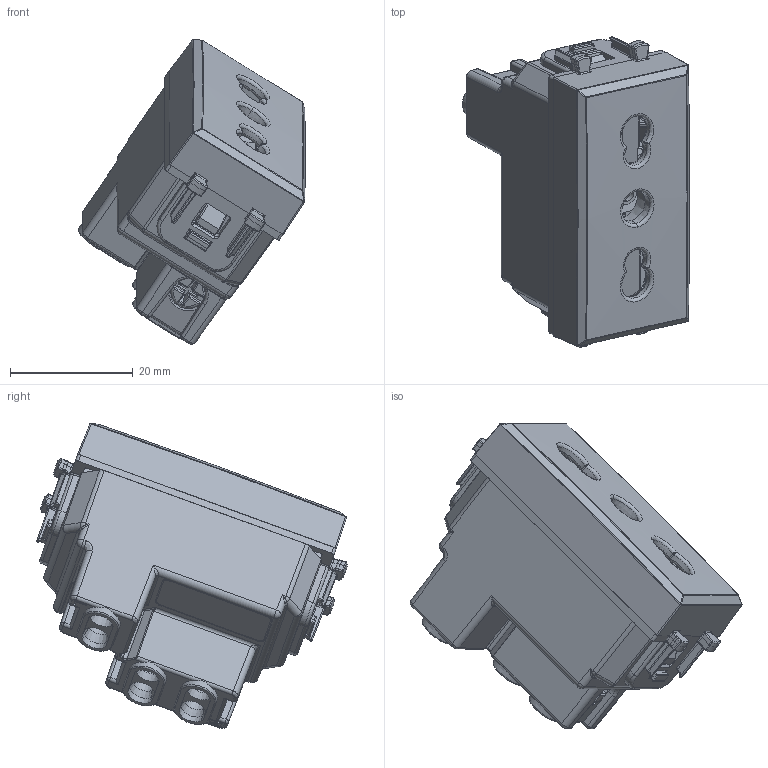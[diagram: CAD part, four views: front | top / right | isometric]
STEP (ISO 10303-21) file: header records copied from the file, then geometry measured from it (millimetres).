
FILE_DESCRIPTION(('CATIA V5 STEP Exchange'),'2;1');
FILE_NAME('442006-15TS.stp','2024-03-07T12:50:54+00:00',('none'),('none'),'CATIA Version 5-6 Release 2016 SP6','CATIA V5 STEP AP203','none');
FILE_SCHEMA(('CONFIG_CONTROL_DESIGN'));
Products named in the file (1): 442006-15TS
Assembly tree (7 placements, depth 2):
  442006-15TS
    #57
    #63802
    #66928  x3
    #68867
    #106609
Bounding box: 37.05 x 50.61 x 49.76 mm (x, y, z)
Volume: 10082 mm3; surface area: 16923.9 mm2
Topology: 7 solids, 7 shells, 2896 faces, 7431 edges, 4295 vertices
Faces by surface type: cylinder 1057, plane 976, bspline 438, sphere 210, cone 134, torus 73, extrusion 8
Entity records: 117240 total; most frequent: CARTESIAN_POINT 60859, ORIENTED_EDGE 13694, DIRECTION 7961, EDGE_CURVE 6847, VERTEX_POINT 4092, AXIS2_PLACEMENT_3D 3124, VECTOR 2887, LINE 2879
